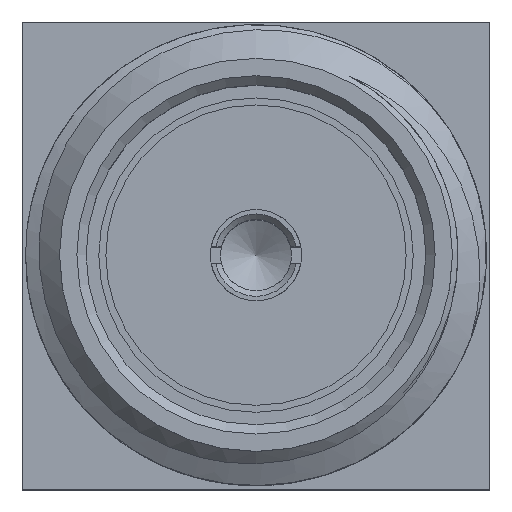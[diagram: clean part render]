
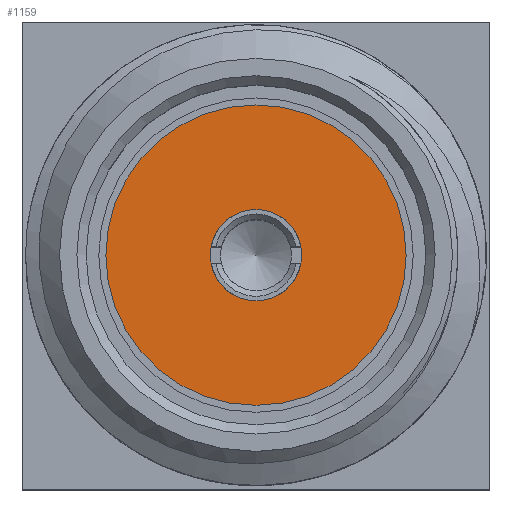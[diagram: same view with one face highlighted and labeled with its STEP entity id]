
A CAD part, top view. The second image highlights one B-rep face of the part: STEP entity #1159.
In plain terms, the highlighted planar face has unit normal (0, 0, 1).
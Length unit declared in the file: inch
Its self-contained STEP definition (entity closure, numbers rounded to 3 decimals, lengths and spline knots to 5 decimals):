
#33=FACE_BOUND('',#205,.T.);
#64=PLANE('',#1255);
#127=FACE_OUTER_BOUND('',#204,.T.);
#204=EDGE_LOOP('',(#991));
#205=EDGE_LOOP('',(#992));
#242=CIRCLE('',#1254,0.08025);
#243=CIRCLE('',#1256,0.02441);
#575=VERTEX_POINT('',#4862);
#576=VERTEX_POINT('',#4866);
#723=EDGE_CURVE('',#575,#575,#242,.T.);
#724=EDGE_CURVE('',#576,#576,#243,.T.);
#991=ORIENTED_EDGE('',*,*,#723,.F.);
#992=ORIENTED_EDGE('',*,*,#724,.F.);
#1159=ADVANCED_FACE('',(#127,#33),#64,.F.);
#1254=AXIS2_PLACEMENT_3D('',#4864,#1484,#1485);
#1255=AXIS2_PLACEMENT_3D('',#4865,#1486,#1487);
#1256=AXIS2_PLACEMENT_3D('',#4867,#1488,#1489);
#1484=DIRECTION('center_axis',(0.,0.,-1.));
#1485=DIRECTION('ref_axis',(0.,1.,0.));
#1486=DIRECTION('center_axis',(0.,0.,-1.));
#1487=DIRECTION('ref_axis',(-1.,0.,0.));
#1488=DIRECTION('center_axis',(0.,0.,1.));
#1489=DIRECTION('ref_axis',(0.,-1.,0.));
#4862=CARTESIAN_POINT('',(0.,-0.08025,0.296));
#4864=CARTESIAN_POINT('Origin',(0.,0.,0.296));
#4865=CARTESIAN_POINT('Origin',(0.,0.,0.296));
#4866=CARTESIAN_POINT('',(0.,0.02441,0.296));
#4867=CARTESIAN_POINT('Origin',(0.,0.,0.296));
